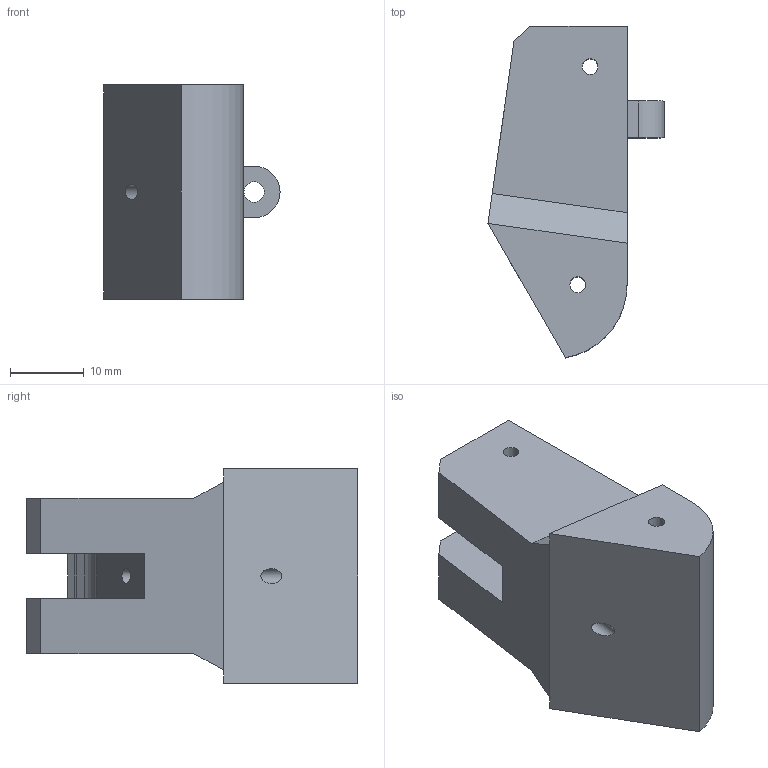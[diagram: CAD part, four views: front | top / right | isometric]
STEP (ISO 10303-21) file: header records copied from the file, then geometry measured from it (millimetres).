
FILE_DESCRIPTION(/* description */ (''),/* implementation_level */ '2;1');
FILE_NAME(/* name */ 'ThumbBase.stp',/* time_stamp */ '2025-10-24T00:52:33-05:00',/* author */ ('aul12'),/* organization */ (''),/* preprocessor_version */ 'ST-DEVELOPER v19.2',/* originating_system */ 'Autodesk Inventor 2024',/* authorisation */ '');
FILE_SCHEMA (('AUTOMOTIVE_DESIGN { 1 0 10303 214 3 1 1 }'));
Length unit declared in the file: millimetre
Products named in the file (1): PointerFingerBase
Bounding box: 23.82 x 44.86 x 29 mm (x, y, z)
Volume: 14797.4 mm3; surface area: 4899 mm2
Topology: 1 solids, 1 shells, 35 faces, 94 edges, 60 vertices
Faces by surface type: plane 27, cylinder 8
Full cylindrical faces by diameter (mm): 2 x1, 2.125 x3, 2.75 x1
Entity records: 1147 total; most frequent: CARTESIAN_POINT 190, ORIENTED_EDGE 188, DIRECTION 182, EDGE_CURVE 94, LINE 78, VECTOR 78, VERTEX_POINT 60, AXIS2_PLACEMENT_3D 52
